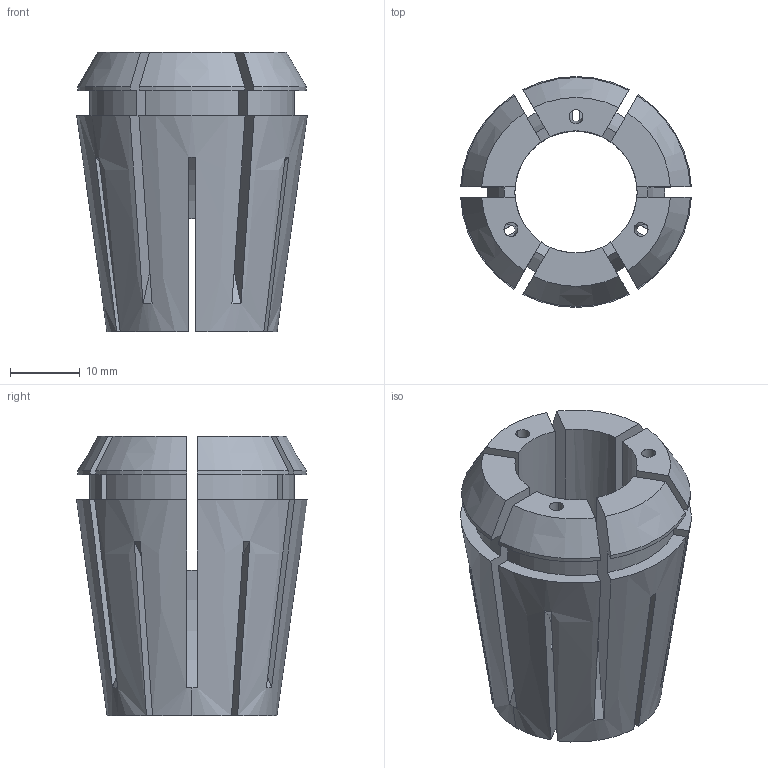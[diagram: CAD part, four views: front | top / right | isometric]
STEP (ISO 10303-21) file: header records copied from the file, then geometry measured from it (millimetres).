
FILE_DESCRIPTION (( 'STEP AP203' ), '1' );
FILE_NAME ('STP-5250-112-032-A44-0(04433-0.688).STEP', '2022-08-08T07:43:42', ( '' ), ( '' ), 'SwSTEP 2.0', 'SolidWorks 2017', '' );
FILE_SCHEMA (( 'CONFIG_CONTROL_DESIGN' ));
Length unit declared in the file: millimetre
Products named in the file (1): STP-5250-112-032-A44-0(04433-0.688)
Bounding box: 32.97 x 33 x 40 mm (x, y, z)
Volume: 14382.8 mm3; surface area: 10016.1 mm2
Topology: 1 solids, 1 shells, 112 faces, 345 edges, 230 vertices
Faces by surface type: plane 54, cylinder 50, cone 8
Entity records: 4126 total; most frequent: CARTESIAN_POINT 1016, ORIENTED_EDGE 690, DIRECTION 601, EDGE_CURVE 345, AXIS2_PLACEMENT_3D 231, VERTEX_POINT 230, LINE 139, VECTOR 139
